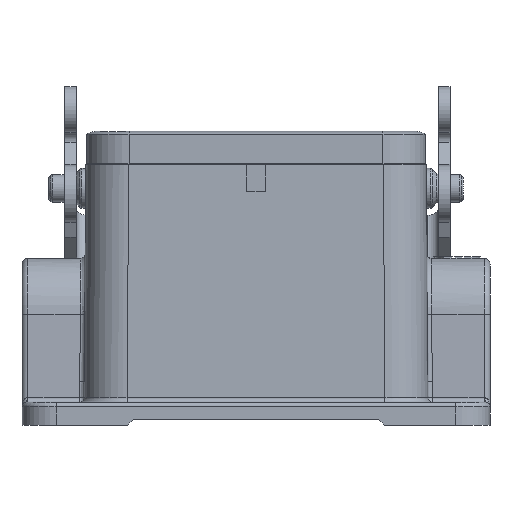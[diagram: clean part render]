
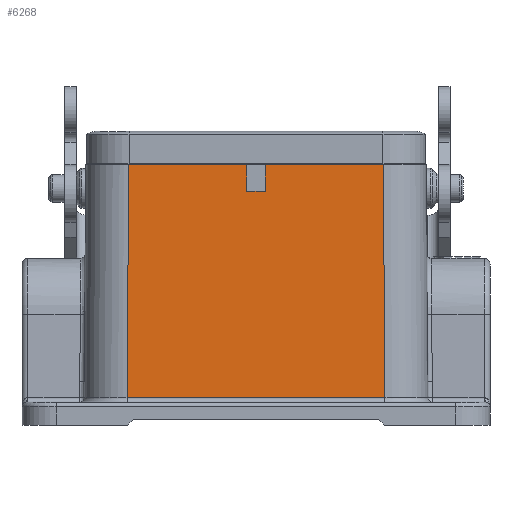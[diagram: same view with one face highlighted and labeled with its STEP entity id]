
A CAD part, front view. The second image highlights one B-rep face of the part: STEP entity #6268.
In plain terms, the highlighted planar face has unit normal (0, -1, 0.006).
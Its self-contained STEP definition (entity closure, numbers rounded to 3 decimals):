
#3887=CARTESIAN_POINT('',(22.3,-21.5,5.7));
#3888=VERTEX_POINT('',#3887);
#3889=CARTESIAN_POINT('',(1.6,-21.5,5.7));
#3890=VERTEX_POINT('',#3889);
#3891=CARTESIAN_POINT('',(22.3,-21.5,5.7));
#3892=DIRECTION('',(-1.0,0.0,0.0));
#3893=VECTOR('',#3892,20.7);
#3894=LINE('',#3891,#3893);
#3895=EDGE_CURVE('',#3888,#3890,#3894,.T.);
#3930=CARTESIAN_POINT('',(-22.3,-21.5,5.7));
#3931=VERTEX_POINT('',#3930);
#3939=CARTESIAN_POINT('',(-1.6,-21.5,5.7));
#3940=VERTEX_POINT('',#3939);
#3941=CARTESIAN_POINT('',(-1.6,-21.5,5.7));
#3942=DIRECTION('',(-1.0,0.0,0.0));
#3943=VECTOR('',#3942,20.7);
#3944=LINE('',#3941,#3943);
#3945=EDGE_CURVE('',#3940,#3931,#3944,.T.);
#6215=CARTESIAN_POINT('',(45.1,-21.75,-35.95));
#6216=DIRECTION('',(0.0,-1.,0.006));
#6217=DIRECTION('',(0.0,-0.006,-1.));
#6218=AXIS2_PLACEMENT_3D('',#6215,#6216,#6217);
#6219=PLANE('',#6218);
#6220=CARTESIAN_POINT('',(-22.594,-21.745,-35.155));
#6221=VERTEX_POINT('',#6220);
#6222=CARTESIAN_POINT('',(-22.3,-21.5,5.7));
#6223=DIRECTION('',(-0.007,-0.006,-1.));
#6224=VECTOR('',#6223,40.857);
#6225=LINE('',#6222,#6224);
#6226=EDGE_CURVE('',#3931,#6221,#6225,.T.);
#6227=ORIENTED_EDGE('',*,*,#6226,.T.);
#6228=CARTESIAN_POINT('',(22.594,-21.745,-35.155));
#6229=VERTEX_POINT('',#6228);
#6230=CARTESIAN_POINT('',(-22.594,-21.745,-35.155));
#6231=DIRECTION('',(1.0,0.0,0.0));
#6232=VECTOR('',#6231,45.189);
#6233=LINE('',#6230,#6232);
#6234=EDGE_CURVE('',#6221,#6229,#6233,.T.);
#6235=ORIENTED_EDGE('',*,*,#6234,.T.);
#6236=CARTESIAN_POINT('',(22.594,-21.745,-35.155));
#6237=DIRECTION('',(-0.007,0.006,1.));
#6238=VECTOR('',#6237,40.857);
#6239=LINE('',#6236,#6238);
#6240=EDGE_CURVE('',#6229,#3888,#6239,.T.);
#6241=ORIENTED_EDGE('',*,*,#6240,.T.);
#6242=ORIENTED_EDGE('',*,*,#3895,.T.);
#6243=CARTESIAN_POINT('',(1.6,-21.528,1.0));
#6244=VERTEX_POINT('',#6243);
#6245=CARTESIAN_POINT('',(1.6,-21.528,1.0));
#6246=DIRECTION('',(0.,0.006,1.));
#6247=VECTOR('',#6246,4.7);
#6248=LINE('',#6245,#6247);
#6249=EDGE_CURVE('',#6244,#3890,#6248,.T.);
#6250=ORIENTED_EDGE('',*,*,#6249,.F.);
#6251=CARTESIAN_POINT('',(-1.6,-21.528,1.0));
#6252=VERTEX_POINT('',#6251);
#6253=CARTESIAN_POINT('',(-1.6,-21.528,1.0));
#6254=DIRECTION('',(1.0,0.0,0.0));
#6255=VECTOR('',#6254,3.2);
#6256=LINE('',#6253,#6255);
#6257=EDGE_CURVE('',#6252,#6244,#6256,.T.);
#6258=ORIENTED_EDGE('',*,*,#6257,.F.);
#6259=CARTESIAN_POINT('',(-1.6,-21.5,5.7));
#6260=DIRECTION('',(0.,-0.006,-1.));
#6261=VECTOR('',#6260,4.7);
#6262=LINE('',#6259,#6261);
#6263=EDGE_CURVE('',#3940,#6252,#6262,.T.);
#6264=ORIENTED_EDGE('',*,*,#6263,.F.);
#6265=ORIENTED_EDGE('',*,*,#3945,.T.);
#6266=EDGE_LOOP('',(#6227,#6235,#6241,#6242,#6250,#6258,#6264,#6265));
#6267=FACE_OUTER_BOUND('',#6266,.T.);
#6268=ADVANCED_FACE('',(#6267),#6219,.T.);
